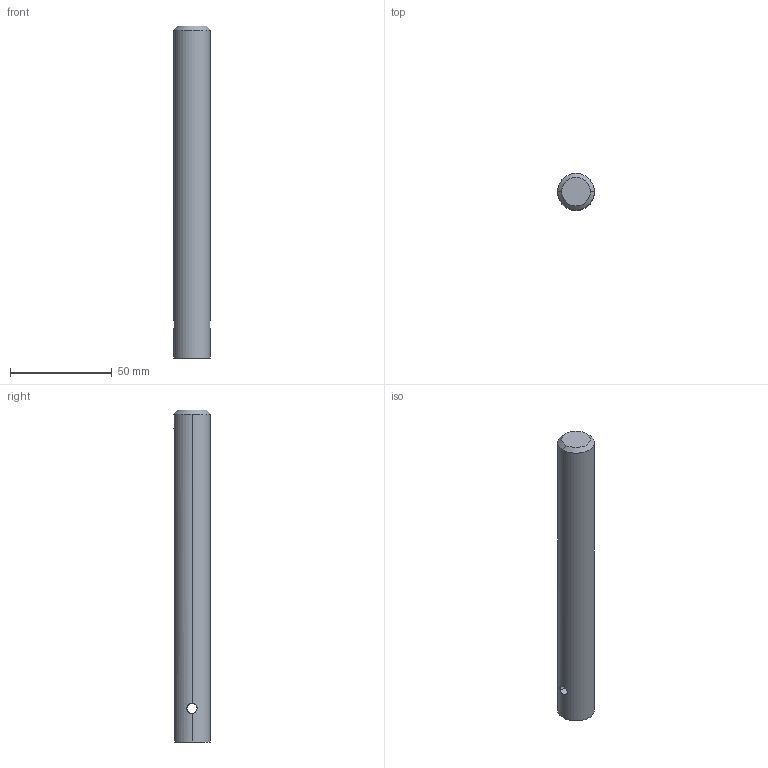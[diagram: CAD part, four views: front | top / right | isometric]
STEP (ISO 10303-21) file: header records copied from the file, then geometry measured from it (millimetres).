
FILE_DESCRIPTION(('CATIA V5 STEP Exchange'),'2;1');
FILE_NAME('Tube Sup - 04 - D18.stp','2017-05-20T10:31:28+00:00',('none'),('none'),'CATIA Version 5 Release 16 (IN-10)','CATIA V5 STEP AP203','none');
FILE_SCHEMA(('CONFIG_CONTROL_DESIGN'));
Length unit declared in the file: millimetre
Products named in the file (1): Tube Sup - 04 - D18
Bounding box: 18 x 18 x 163 mm (x, y, z)
Volume: 27867.5 mm3; surface area: 15071.7 mm2
Topology: 1 solids, 1 shells, 25 faces, 73 edges, 45 vertices
Faces by surface type: cylinder 12, plane 7, cone 6
Entity records: 892 total; most frequent: CARTESIAN_POINT 267, ORIENTED_EDGE 142, DIRECTION 85, EDGE_CURVE 71, VERTEX_POINT 45, AXIS2_PLACEMENT_3D 35, VECTOR 35, LINE 35
